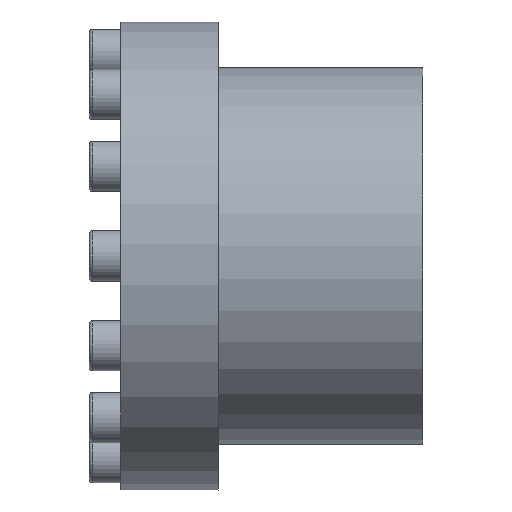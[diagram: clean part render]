
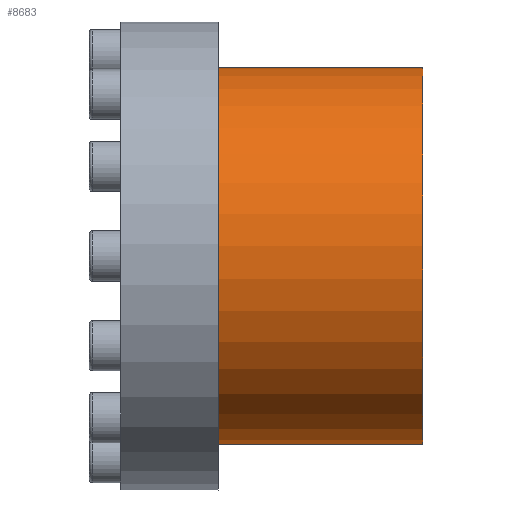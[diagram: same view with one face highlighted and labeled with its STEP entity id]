
A CAD part, front view. The second image highlights one B-rep face of the part: STEP entity #8683.
In plain terms, the highlighted cylindrical face has radius 60 mm (diameter 120 mm), a partial arc.
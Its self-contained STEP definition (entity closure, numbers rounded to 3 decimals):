
#691=FACE_OUTER_BOUND('',#1275,.T.);
#1275=EDGE_LOOP('',(#6332,#6333,#6334,#6335));
#1909=CIRCLE('',#9246,60.);
#1942=CIRCLE('',#9297,60.);
#2025=LINE('',#12288,#3078);
#2031=LINE('',#12328,#3084);
#3078=VECTOR('',#9898,1.);
#3084=VECTOR('',#9936,1.);
#4147=VERTEX_POINT('',#12285);
#4148=VERTEX_POINT('',#12287);
#4165=VERTEX_POINT('',#12325);
#4166=VERTEX_POINT('',#12327);
#4999=EDGE_CURVE('',#4148,#4147,#2025,.T.);
#5019=EDGE_CURVE('',#4166,#4165,#2031,.T.);
#5041=EDGE_CURVE('',#4166,#4147,#1909,.T.);
#5074=EDGE_CURVE('',#4165,#4148,#1942,.F.);
#6332=ORIENTED_EDGE('',*,*,#5041,.F.);
#6333=ORIENTED_EDGE('',*,*,#5019,.T.);
#6334=ORIENTED_EDGE('',*,*,#5074,.T.);
#6335=ORIENTED_EDGE('',*,*,#4999,.T.);
#8615=CYLINDRICAL_SURFACE('',#9296,60.);
#8683=ADVANCED_FACE('',(#691),#8615,.T.);
#9246=AXIS2_PLACEMENT_3D('',#12384,#10006,#10007);
#9296=AXIS2_PLACEMENT_3D('',#12462,#10106,#10107);
#9297=AXIS2_PLACEMENT_3D('',#12463,#10108,#10109);
#9898=DIRECTION('',(1.,0.,0.));
#9936=DIRECTION('',(-1.,0.,0.));
#10006=DIRECTION('center_axis',(1.,0.,0.));
#10007=DIRECTION('ref_axis',(0.,-1.,0.));
#10106=DIRECTION('center_axis',(-1.,0.,0.));
#10107=DIRECTION('ref_axis',(0.,0.,1.));
#10108=DIRECTION('center_axis',(-1.,0.,0.));
#10109=DIRECTION('ref_axis',(0.,1.,0.));
#12285=CARTESIAN_POINT('',(96.,58.265,-14.324));
#12287=CARTESIAN_POINT('',(31.,58.265,-14.324));
#12288=CARTESIAN_POINT('',(63.5,58.265,-14.324));
#12325=CARTESIAN_POINT('',(31.,58.71,-12.374));
#12327=CARTESIAN_POINT('',(96.,58.71,-12.374));
#12328=CARTESIAN_POINT('',(63.5,58.71,-12.374));
#12384=CARTESIAN_POINT('Origin',(96.,0.,0.));
#12462=CARTESIAN_POINT('Origin',(58.25,0.,0.));
#12463=CARTESIAN_POINT('Origin',(31.,0.,0.));
